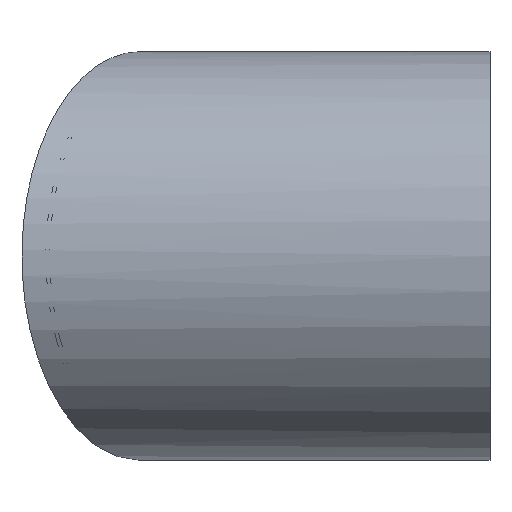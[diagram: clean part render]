
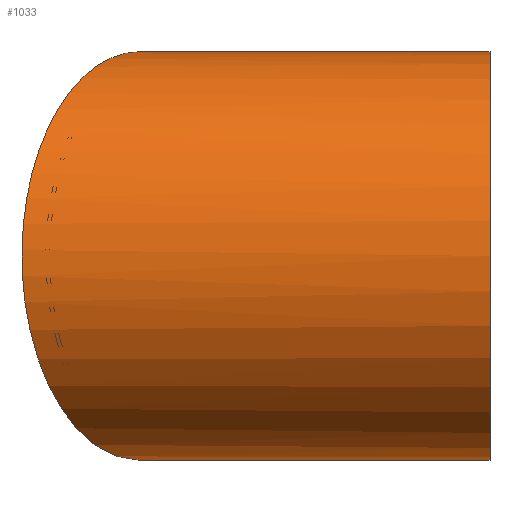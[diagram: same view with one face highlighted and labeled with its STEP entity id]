
A CAD part, left-side view. The second image highlights one B-rep face of the part: STEP entity #1033.
In plain terms, the highlighted cylindrical face has radius 177.5 mm (diameter 355 mm), a full revolution.
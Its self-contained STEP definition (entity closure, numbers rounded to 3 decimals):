
#1033 = ADVANCED_FACE( '', ( #2547, #2548 ), #2549, .T. );
#2547 = FACE_OUTER_BOUND( '', #4881, .T. );
#2548 = FACE_OUTER_BOUND( '', #4882, .T. );
#2549 = CYLINDRICAL_SURFACE( '', #4883, 177.5 );
#4881 = EDGE_LOOP( '', ( #7963 ) );
#4882 = EDGE_LOOP( '', ( #7964 ) );
#4883 = AXIS2_PLACEMENT_3D( '', #7965, #7966, #7967 );
#7963 = ORIENTED_EDGE( '', *, *, #14075, .T. );
#7964 = ORIENTED_EDGE( '', *, *, #14076, .F. );
#7965 = CARTESIAN_POINT( '', ( 0., 0., 0. ) );
#7966 = DIRECTION( '', ( 0., 1., 0. ) );
#7967 = DIRECTION( '', ( 0., 0., -1. ) );
#14075 = EDGE_CURVE( '', #17254, #17254, #17255, .F. );
#14076 = EDGE_CURVE( '', #17256, #17256, #17257, .T. );
#17254 = VERTEX_POINT( '', #21784 );
#17255 = ELLIPSE( '', #21785, 204.959, 177.5 );
#17256 = VERTEX_POINT( '', #21786 );
#17257 = CIRCLE( '', #21787, 177.5 );
#21784 = CARTESIAN_POINT( '', ( 177.5, 201.674, 0. ) );
#21785 = AXIS2_PLACEMENT_3D( '', #26437, #26438, #26439 );
#21786 = CARTESIAN_POINT( '', ( 0., 0., -177.5 ) );
#21787 = AXIS2_PLACEMENT_3D( '', #26440, #26441, #26442 );
#26437 = CARTESIAN_POINT( '', ( 0., 304.154, 0. ) );
#26438 = DIRECTION( '', ( 0.5, 0.866, 0. ) );
#26439 = DIRECTION( '', ( 0.866, -0.5, 0. ) );
#26440 = CARTESIAN_POINT( '', ( 0., 0., 0. ) );
#26441 = DIRECTION( '', ( 0., -1., 0. ) );
#26442 = DIRECTION( '', ( 0., 0., -1. ) );
